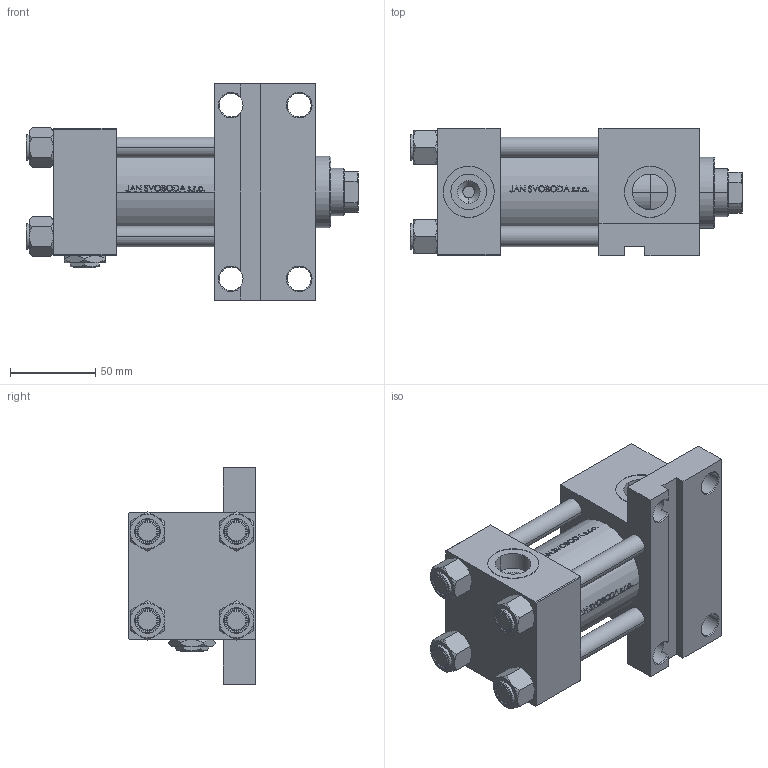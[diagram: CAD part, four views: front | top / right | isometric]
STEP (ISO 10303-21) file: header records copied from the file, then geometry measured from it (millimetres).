
FILE_DESCRIPTION (( 'STEP AP203' ), '1' );
FILE_NAME ('f990.STEP', '2023-01-17T17:24:39', ( '' ), ( '' ), 'SwSTEP 2.0', 'SolidWorks 2019', '' );
FILE_SCHEMA (( 'CONFIG_CONTROL_DESIGN' ));
Length unit declared in the file: millimetre
Products named in the file (7): V215CR_F_Body be793a2b62f08b83b127a6684f78b590; V215CR_F_TYCINKA be793a2b62f08b83b127a6684f78b590; V215_VC_A be793a2b62f08b83b127a6684f78b590; f990; NUT_M5_F be793a2b62f08b83b127a6684f78b590; Zatka_pro_OIL_PORT be793a2b62f08b83b127a6684f78b590; V215CR_VCP_F be793a2b62f08b83b127a6684f78b590
Assembly tree (12 placements, depth 2):
  f990
    V215CR_F_Body be793a2b62f08b83b127a6684f78b590
    V215CR_VCP_F be793a2b62f08b83b127a6684f78b590
    V215CR_F_TYCINKA be793a2b62f08b83b127a6684f78b590  x4
    NUT_M5_F be793a2b62f08b83b127a6684f78b590  x4
    V215_VC_A be793a2b62f08b83b127a6684f78b590
    Zatka_pro_OIL_PORT be793a2b62f08b83b127a6684f78b590
Bounding box: 195 x 75 x 127 mm (x, y, z)
Volume: 713270 mm3; surface area: 162365.2 mm2
Topology: 12 solids, 12 shells, 1160 faces, 2866 edges, 1849 vertices
Faces by surface type: plane 464, bspline 380, cone 174, cylinder 134, torus 8
Entity records: 49623 total; most frequent: CARTESIAN_POINT 26525, ORIENTED_EDGE 5224, DIRECTION 3360, EDGE_CURVE 2612, VERTEX_POINT 1705, VECTOR 1328, LINE 1328, EDGE_LOOP 1181
